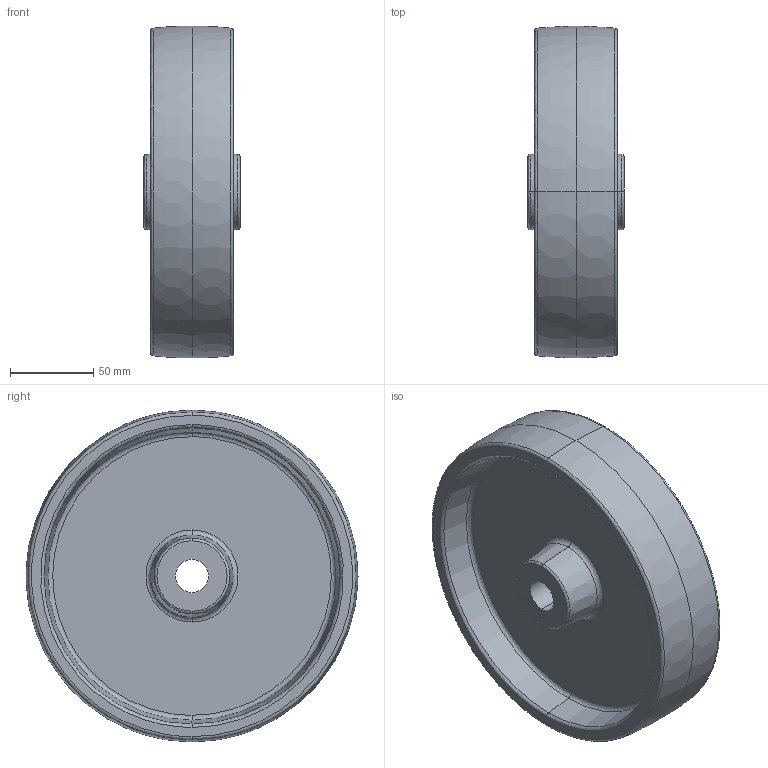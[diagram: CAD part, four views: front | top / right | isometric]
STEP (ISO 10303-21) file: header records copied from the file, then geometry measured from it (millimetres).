
FILE_DESCRIPTION (( 'STEP AP214' ), '1' );
FILE_NAME ('0024715.step', '2022-08-03T10:59:49', ( '' ), ( '' ), 'SwSTEP 2.0', 'SolidWorks 2020', '' );
FILE_SCHEMA (( 'AUTOMOTIVE_DESIGN' ));
Length unit declared in the file: millimetre
Products named in the file (1): 0024715
Bounding box: 58 x 200 x 200 mm (x, y, z)
Volume: 604404.3 mm3; surface area: 119210.9 mm2
Topology: 1 solids, 1 shells, 40 faces, 80 edges, 46 vertices
Faces by surface type: bspline 20, cone 8, plane 6, torus 4, cylinder 2
Entity records: 3638 total; most frequent: CARTESIAN_POINT 2855, ORIENTED_EDGE 160, DIRECTION 152, EDGE_CURVE 80, AXIS2_PLACEMENT_3D 71, CIRCLE 50, VERTEX_POINT 46, EDGE_LOOP 46
